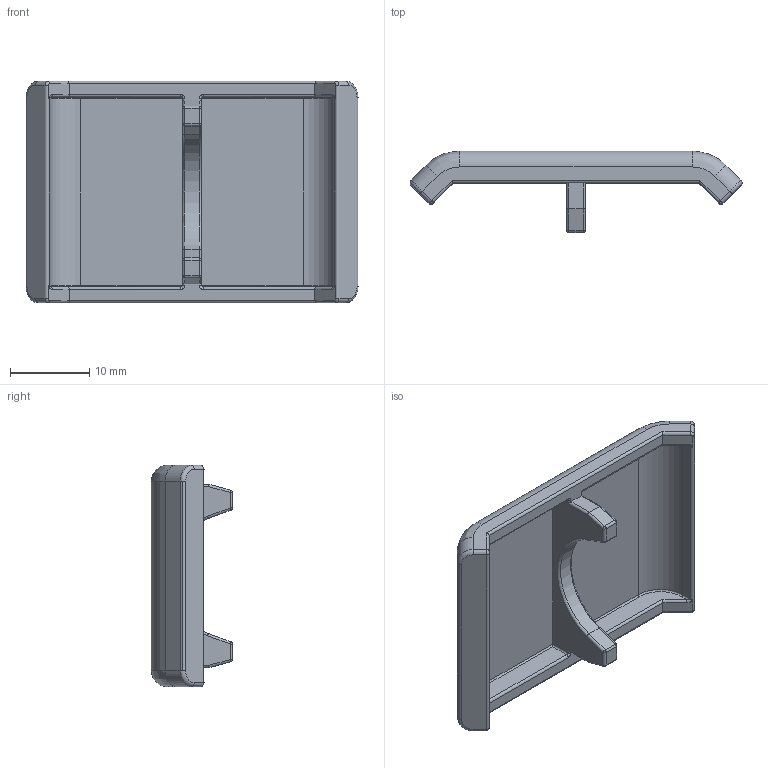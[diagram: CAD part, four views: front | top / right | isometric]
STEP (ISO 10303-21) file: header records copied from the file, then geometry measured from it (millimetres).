
FILE_DESCRIPTION (( 'STEP AP214' ), '1' );
FILE_NAME ('084.206.008.STEP', '2021-02-05T09:11:31', ( '' ), ( '' ), 'SwSTEP 2.0', 'SolidWorks 2018', '' );
FILE_SCHEMA (( 'AUTOMOTIVE_DESIGN' ));
Length unit declared in the file: millimetre
Products named in the file (1): 084.206.008
Bounding box: 42 x 10.29 x 28 mm (x, y, z)
Volume: 2324.5 mm3; surface area: 3381.1 mm2
Topology: 1 solids, 1 shells, 135 faces, 311 edges, 170 vertices
Faces by surface type: cylinder 70, bspline 34, plane 31
Entity records: 4232 total; most frequent: CARTESIAN_POINT 1431, ORIENTED_EDGE 606, DIRECTION 557, EDGE_CURVE 303, AXIS2_PLACEMENT_3D 202, VERTEX_POINT 170, LINE 153, VECTOR 153
